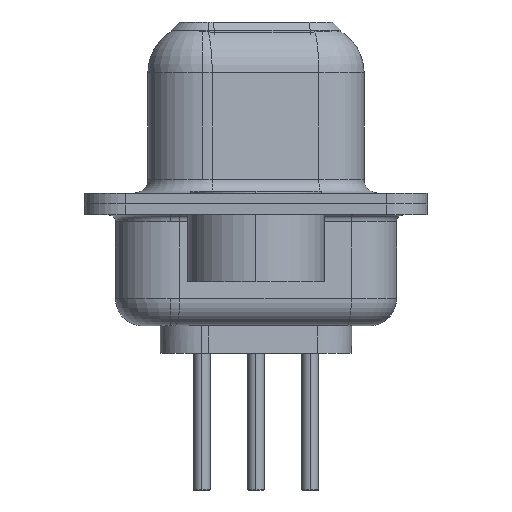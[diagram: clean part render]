
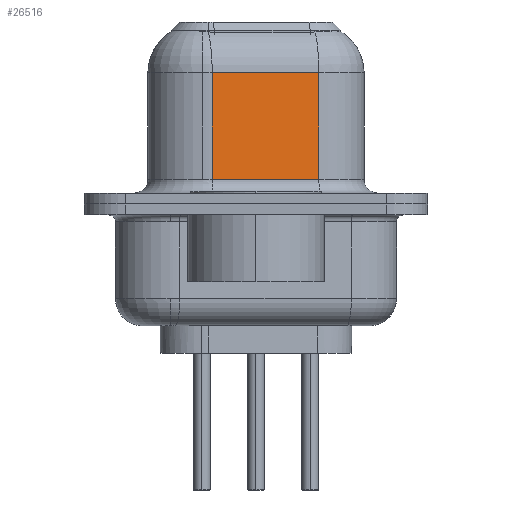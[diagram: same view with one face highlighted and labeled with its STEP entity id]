
A CAD part, left-side view. The second image highlights one B-rep face of the part: STEP entity #26516.
In plain terms, the highlighted planar face has unit normal (-0.985, -0.174, 0).
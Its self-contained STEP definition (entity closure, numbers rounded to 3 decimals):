
#229 = CARTESIAN_POINT ( 'NONE',  ( 5.063, -2.297, 0.9 ) ) ;
#401 = LINE ( 'NONE', #2585, #15863 ) ;
#2585 = CARTESIAN_POINT ( 'NONE',  ( 4.375, 1.603, 6.55 ) ) ;
#3226 = EDGE_LOOP ( 'NONE', ( #4214, #27645, #23808, #22747 ) ) ;
#4214 = ORIENTED_EDGE ( 'NONE', *, *, #18008, .F. ) ;
#4718 = CARTESIAN_POINT ( 'NONE',  ( 4.375, 1.603, 4.8 ) ) ;
#5324 = CARTESIAN_POINT ( 'NONE',  ( 4.375, 1.603, 0.9 ) ) ;
#6264 = PLANE ( 'NONE',  #7007 ) ;
#6800 = VECTOR ( 'NONE', #27419, 1000. ) ;
#6940 = EDGE_CURVE ( 'NONE', #11930, #12258, #18063, .T. ) ;
#7007 = AXIS2_PLACEMENT_3D ( 'NONE', #28333, #26298, #15397 ) ;
#7019 = DIRECTION ( 'NONE',  ( 0.174, -0.985, 0. ) ) ;
#7865 = VECTOR ( 'NONE', #20429, 1000. ) ;
#8041 = EDGE_CURVE ( 'NONE', #16772, #17239, #20725, .T. ) ;
#11930 = VERTEX_POINT ( 'NONE', #5324 ) ;
#12258 = VERTEX_POINT ( 'NONE', #229 ) ;
#15397 = DIRECTION ( 'NONE',  ( -0.174, 0.985, 0. ) ) ;
#15863 = VECTOR ( 'NONE', #22337, 1000. ) ;
#15919 = CARTESIAN_POINT ( 'NONE',  ( 5.063, -2.297, 6.55 ) ) ;
#16772 = VERTEX_POINT ( 'NONE', #23797 ) ;
#17239 = VERTEX_POINT ( 'NONE', #4718 ) ;
#18008 = EDGE_CURVE ( 'NONE', #16772, #12258, #27103, .T. ) ;
#18063 = LINE ( 'NONE', #26917, #26923 ) ;
#18564 = CARTESIAN_POINT ( 'NONE',  ( 5.063, -2.297, 4.8 ) ) ;
#19631 = FACE_OUTER_BOUND ( 'NONE', #3226, .T. ) ;
#20429 = DIRECTION ( 'NONE',  ( 0., 0., -1. ) ) ;
#20725 = LINE ( 'NONE', #18564, #6800 ) ;
#22337 = DIRECTION ( 'NONE',  ( 0., 0., -1. ) ) ;
#22747 = ORIENTED_EDGE ( 'NONE', *, *, #6940, .T. ) ;
#23797 = CARTESIAN_POINT ( 'NONE',  ( 5.063, -2.297, 4.8 ) ) ;
#23808 = ORIENTED_EDGE ( 'NONE', *, *, #27169, .T. ) ;
#26298 = DIRECTION ( 'NONE',  ( 0.985, 0.174, 0. ) ) ;
#26516 = ADVANCED_FACE ( 'NONE', ( #19631 ), #6264, .F. ) ;
#26917 = CARTESIAN_POINT ( 'NONE',  ( 5.063, -2.297, 0.9 ) ) ;
#26923 = VECTOR ( 'NONE', #7019, 1000. ) ;
#27103 = LINE ( 'NONE', #15919, #7865 ) ;
#27169 = EDGE_CURVE ( 'NONE', #17239, #11930, #401, .T. ) ;
#27419 = DIRECTION ( 'NONE',  ( -0.174, 0.985, 0. ) ) ;
#27645 = ORIENTED_EDGE ( 'NONE', *, *, #8041, .T. ) ;
#28333 = CARTESIAN_POINT ( 'NONE',  ( 5.063, -2.297, 6.55 ) ) ;
